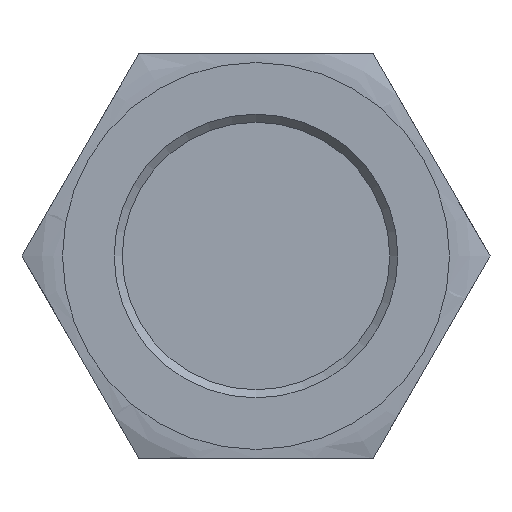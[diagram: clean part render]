
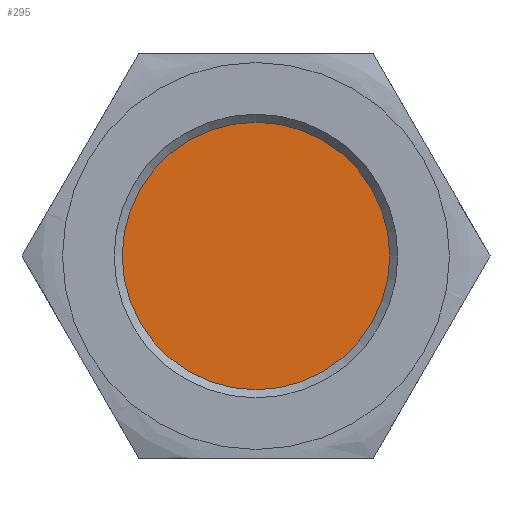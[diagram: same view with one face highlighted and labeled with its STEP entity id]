
A CAD part, front view. The second image highlights one B-rep face of the part: STEP entity #295.
In plain terms, the highlighted planar face has unit normal (0, -1, 0).
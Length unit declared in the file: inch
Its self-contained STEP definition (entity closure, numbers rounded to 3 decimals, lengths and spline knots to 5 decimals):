
#44=PLANE('',#348);
#62=FACE_OUTER_BOUND('',#80,.T.);
#80=EDGE_LOOP('',(#276,#277));
#116=CIRCLE('',#346,0.0825);
#117=CIRCLE('',#347,0.0825);
#147=VERTEX_POINT('',#576);
#148=VERTEX_POINT('',#577);
#189=EDGE_CURVE('',#147,#148,#116,.T.);
#191=EDGE_CURVE('',#148,#147,#117,.T.);
#276=ORIENTED_EDGE('',*,*,#189,.F.);
#277=ORIENTED_EDGE('',*,*,#191,.F.);
#295=ADVANCED_FACE('',(#62),#44,.T.);
#346=AXIS2_PLACEMENT_3D('',#578,#420,#421);
#347=AXIS2_PLACEMENT_3D('',#580,#423,#424);
#348=AXIS2_PLACEMENT_3D('',#581,#425,#426);
#420=DIRECTION('center_axis',(0.,1.,0.));
#421=DIRECTION('ref_axis',(0.,0.,1.));
#423=DIRECTION('center_axis',(0.,1.,0.));
#424=DIRECTION('ref_axis',(0.,0.,1.));
#425=DIRECTION('center_axis',(0.,-1.,0.));
#426=DIRECTION('ref_axis',(0.,0.,-1.));
#576=CARTESIAN_POINT('',(0.,-2.,-0.0825));
#577=CARTESIAN_POINT('',(0.,-2.,0.0825));
#578=CARTESIAN_POINT('Origin',(0.,-2.,0.));
#580=CARTESIAN_POINT('Origin',(0.,-2.,0.));
#581=CARTESIAN_POINT('Origin',(0.,-2.,0.));
